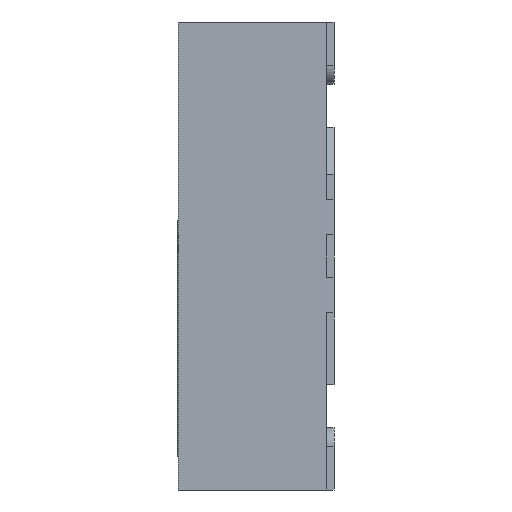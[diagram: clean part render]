
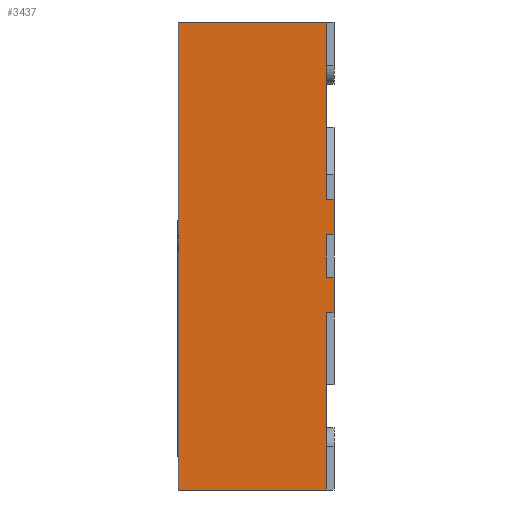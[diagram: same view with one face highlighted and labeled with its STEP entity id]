
A CAD part, left-side view. The second image highlights one B-rep face of the part: STEP entity #3437.
In plain terms, the highlighted planar face has unit normal (-1, 0, 0).
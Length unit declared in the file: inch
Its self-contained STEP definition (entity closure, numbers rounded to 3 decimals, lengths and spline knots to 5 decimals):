
#67 = EDGE_CURVE ( 'NONE', #1634, #2880, #5303, .T. ) ;
#320 = DIRECTION ( 'NONE',  ( 0., 0., 1. ) ) ;
#494 = ORIENTED_EDGE ( 'NONE', *, *, #4100, .F. ) ;
#518 = VECTOR ( 'NONE', #2753, 39.37008 ) ;
#743 = DIRECTION ( 'NONE',  ( 0., -1., 0. ) ) ;
#995 = ORIENTED_EDGE ( 'NONE', *, *, #8294, .T. ) ;
#1018 = CARTESIAN_POINT ( 'NONE',  ( -0.05906, 0., -0.05906 ) ) ;
#1033 = CARTESIAN_POINT ( 'NONE',  ( -0.05906, 0., 0.00531 ) ) ;
#1095 = VERTEX_POINT ( 'NONE', #8217 ) ;
#1131 = EDGE_CURVE ( 'NONE', #3807, #10740, #8490, .T. ) ;
#1446 = DIRECTION ( 'NONE',  ( 0., 0., 1. ) ) ;
#1521 = DIRECTION ( 'NONE',  ( 0., -1., 0. ) ) ;
#1634 = VERTEX_POINT ( 'NONE', #10367 ) ;
#1707 = VECTOR ( 'NONE', #3510, 39.37008 ) ;
#2000 = CARTESIAN_POINT ( 'NONE',  ( -0.05906, -0.00197, 0. ) ) ;
#2055 = EDGE_CURVE ( 'NONE', #2880, #6160, #7282, .T. ) ;
#2227 = EDGE_CURVE ( 'NONE', #6111, #4956, #2538, .T. ) ;
#2258 = LINE ( 'NONE', #8237, #4710 ) ;
#2446 = ORIENTED_EDGE ( 'NONE', *, *, #2055, .T. ) ;
#2519 = DIRECTION ( 'NONE',  ( 0., -1., 0. ) ) ;
#2538 = LINE ( 'NONE', #9069, #4234 ) ;
#2546 = LINE ( 'NONE', #10538, #2944 ) ;
#2648 = DIRECTION ( 'NONE',  ( 0., 0., 1. ) ) ;
#2723 = LINE ( 'NONE', #7831, #1707 ) ;
#2735 = CARTESIAN_POINT ( 'NONE',  ( -0.05906, -0.00197, 0.01437 ) ) ;
#2742 = CARTESIAN_POINT ( 'NONE',  ( -0.05906, 0., 0.05906 ) ) ;
#2753 = DIRECTION ( 'NONE',  ( 0., 1., 0. ) ) ;
#2840 = ORIENTED_EDGE ( 'NONE', *, *, #1131, .T. ) ;
#2880 = VERTEX_POINT ( 'NONE', #2742 ) ;
#2928 = EDGE_CURVE ( 'NONE', #6825, #1095, #6282, .T. ) ;
#2944 = VECTOR ( 'NONE', #8028, 39.37008 ) ;
#3437 = ADVANCED_FACE ( 'NONE', ( #4418 ), #3457, .T. ) ;
#3457 = PLANE ( 'NONE',  #7077 ) ;
#3510 = DIRECTION ( 'NONE',  ( 0., 0., 1. ) ) ;
#3807 = VERTEX_POINT ( 'NONE', #4628 ) ;
#3998 = CARTESIAN_POINT ( 'NONE',  ( -0.05906, 0.0374, 0.05906 ) ) ;
#4100 = EDGE_CURVE ( 'NONE', #9766, #6160, #8470, .T. ) ;
#4146 = DIRECTION ( 'NONE',  ( 0., 0., -1. ) ) ;
#4234 = VECTOR ( 'NONE', #743, 39.37008 ) ;
#4321 = ORIENTED_EDGE ( 'NONE', *, *, #9105, .T. ) ;
#4400 = CARTESIAN_POINT ( 'NONE',  ( -0.05906, 0., -0.05906 ) ) ;
#4418 = FACE_OUTER_BOUND ( 'NONE', #7258, .T. ) ;
#4441 = DIRECTION ( 'NONE',  ( 0., 0., -1. ) ) ;
#4485 = CARTESIAN_POINT ( 'NONE',  ( -0.05906, 0.0374, -0.05906 ) ) ;
#4527 = EDGE_CURVE ( 'NONE', #10740, #6381, #10021, .T. ) ;
#4628 = CARTESIAN_POINT ( 'NONE',  ( -0.05906, -0.00197, -0.00531 ) ) ;
#4672 = ORIENTED_EDGE ( 'NONE', *, *, #2227, .T. ) ;
#4710 = VECTOR ( 'NONE', #4146, 39.37008 ) ;
#4956 = VERTEX_POINT ( 'NONE', #6409 ) ;
#5099 = CARTESIAN_POINT ( 'NONE',  ( -0.05906, 0., 0.00531 ) ) ;
#5192 = DIRECTION ( 'NONE',  ( -1., 0., 0. ) ) ;
#5218 = ORIENTED_EDGE ( 'NONE', *, *, #2928, .F. ) ;
#5303 = LINE ( 'NONE', #10169, #6612 ) ;
#5445 = VERTEX_POINT ( 'NONE', #7080 ) ;
#5766 = ORIENTED_EDGE ( 'NONE', *, *, #67, .T. ) ;
#5877 = ORIENTED_EDGE ( 'NONE', *, *, #7687, .F. ) ;
#6111 = VERTEX_POINT ( 'NONE', #6506 ) ;
#6126 = ORIENTED_EDGE ( 'NONE', *, *, #4527, .T. ) ;
#6160 = VERTEX_POINT ( 'NONE', #3998 ) ;
#6173 = EDGE_CURVE ( 'NONE', #9766, #5445, #9181, .T. ) ;
#6213 = VECTOR ( 'NONE', #8287, 39.37008 ) ;
#6282 = LINE ( 'NONE', #2000, #6824 ) ;
#6381 = VERTEX_POINT ( 'NONE', #1033 ) ;
#6400 = ORIENTED_EDGE ( 'NONE', *, *, #8409, .T. ) ;
#6409 = CARTESIAN_POINT ( 'NONE',  ( -0.05906, -0.00197, -0.01437 ) ) ;
#6506 = CARTESIAN_POINT ( 'NONE',  ( -0.05906, 0., -0.01437 ) ) ;
#6539 = CARTESIAN_POINT ( 'NONE',  ( -0.05906, 0., -0.05906 ) ) ;
#6612 = VECTOR ( 'NONE', #8572, 39.37008 ) ;
#6631 = CARTESIAN_POINT ( 'NONE',  ( -0.05906, 0., -0.00531 ) ) ;
#6824 = VECTOR ( 'NONE', #4441, 39.37008 ) ;
#6825 = VERTEX_POINT ( 'NONE', #2735 ) ;
#7077 = AXIS2_PLACEMENT_3D ( 'NONE', #1018, #5192, #2648 ) ;
#7080 = CARTESIAN_POINT ( 'NONE',  ( -0.05906, 0., -0.05906 ) ) ;
#7258 = EDGE_LOOP ( 'NONE', ( #494, #10435, #6400, #4672, #5877, #2840, #6126, #995, #5218, #4321, #5766, #2446 ) ) ;
#7282 = LINE ( 'NONE', #9796, #518 ) ;
#7460 = CARTESIAN_POINT ( 'NONE',  ( -0.05906, 0., -0.00531 ) ) ;
#7671 = VECTOR ( 'NONE', #1446, 39.37008 ) ;
#7687 = EDGE_CURVE ( 'NONE', #3807, #4956, #2258, .T. ) ;
#7831 = CARTESIAN_POINT ( 'NONE',  ( -0.05906, 0., 0. ) ) ;
#7848 = LINE ( 'NONE', #5099, #9174 ) ;
#8028 = DIRECTION ( 'NONE',  ( 0., 1., 0. ) ) ;
#8217 = CARTESIAN_POINT ( 'NONE',  ( -0.05906, -0.00197, 0.00531 ) ) ;
#8237 = CARTESIAN_POINT ( 'NONE',  ( -0.05906, -0.00197, 0. ) ) ;
#8287 = DIRECTION ( 'NONE',  ( 0., 1., 0. ) ) ;
#8294 = EDGE_CURVE ( 'NONE', #6381, #1095, #7848, .T. ) ;
#8409 = EDGE_CURVE ( 'NONE', #5445, #6111, #2723, .T. ) ;
#8470 = LINE ( 'NONE', #8918, #7671 ) ;
#8490 = LINE ( 'NONE', #6631, #6213 ) ;
#8572 = DIRECTION ( 'NONE',  ( 0., 0., 1. ) ) ;
#8918 = CARTESIAN_POINT ( 'NONE',  ( -0.05906, 0.0374, 0. ) ) ;
#8926 = VECTOR ( 'NONE', #1521, 39.37008 ) ;
#9069 = CARTESIAN_POINT ( 'NONE',  ( -0.05906, 0., -0.01437 ) ) ;
#9105 = EDGE_CURVE ( 'NONE', #6825, #1634, #2546, .T. ) ;
#9174 = VECTOR ( 'NONE', #2519, 39.37008 ) ;
#9181 = LINE ( 'NONE', #6539, #8926 ) ;
#9638 = VECTOR ( 'NONE', #320, 39.37008 ) ;
#9766 = VERTEX_POINT ( 'NONE', #4485 ) ;
#9796 = CARTESIAN_POINT ( 'NONE',  ( -0.05906, 0., 0.05906 ) ) ;
#10021 = LINE ( 'NONE', #4400, #9638 ) ;
#10169 = CARTESIAN_POINT ( 'NONE',  ( -0.05906, 0., -0.05906 ) ) ;
#10367 = CARTESIAN_POINT ( 'NONE',  ( -0.05906, 0., 0.01437 ) ) ;
#10435 = ORIENTED_EDGE ( 'NONE', *, *, #6173, .T. ) ;
#10538 = CARTESIAN_POINT ( 'NONE',  ( -0.05906, 0., 0.01437 ) ) ;
#10740 = VERTEX_POINT ( 'NONE', #7460 ) ;
